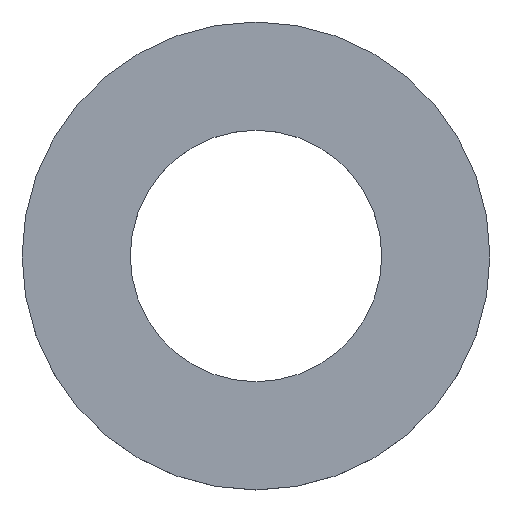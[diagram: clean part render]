
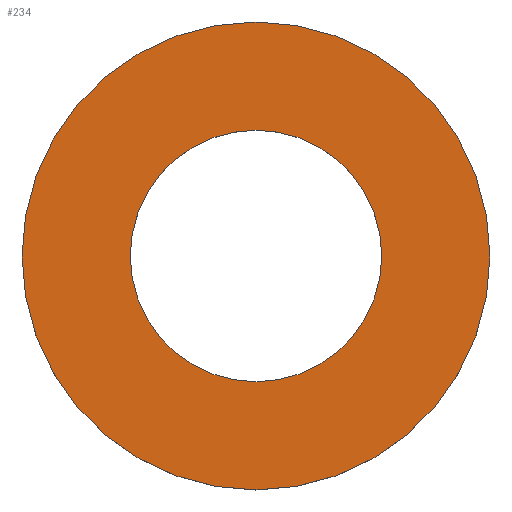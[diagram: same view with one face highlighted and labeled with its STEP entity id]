
A CAD part, top view. The second image highlights one B-rep face of the part: STEP entity #234.
In plain terms, the highlighted planar face has unit normal (0, 0, 1).
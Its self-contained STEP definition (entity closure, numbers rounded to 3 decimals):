
#3 = CARTESIAN_POINT ( 'NONE',  ( 0., 0., 0.6 ) ) ;
#12 = DIRECTION ( 'NONE',  ( 1., 0., 0. ) ) ;
#14 = DIRECTION ( 'NONE',  ( 0., 0., 1. ) ) ;
#17 = AXIS2_PLACEMENT_3D ( 'NONE', #34, #131, #225 ) ;
#21 = CIRCLE ( 'NONE', #190, 4. ) ;
#26 = VERTEX_POINT ( 'NONE', #111 ) ;
#27 = EDGE_CURVE ( 'NONE', #88, #121, #147, .T. ) ;
#34 = CARTESIAN_POINT ( 'NONE',  ( 0., 0., 0.6 ) ) ;
#35 = ORIENTED_EDGE ( 'NONE', *, *, #27, .T. ) ;
#45 = EDGE_LOOP ( 'NONE', ( #209, #242 ) ) ;
#47 = EDGE_CURVE ( 'NONE', #156, #26, #151, .T. ) ;
#52 = EDGE_CURVE ( 'NONE', #26, #156, #172, .T. ) ;
#62 = DIRECTION ( 'NONE',  ( 0., 0., 1. ) ) ;
#77 = DIRECTION ( 'NONE',  ( 0., 0., 1. ) ) ;
#78 = CARTESIAN_POINT ( 'NONE',  ( 0., 0., 0.6 ) ) ;
#87 = FACE_OUTER_BOUND ( 'NONE', #218, .T. ) ;
#88 = VERTEX_POINT ( 'NONE', #99 ) ;
#90 = AXIS2_PLACEMENT_3D ( 'NONE', #166, #130, #187 ) ;
#99 = CARTESIAN_POINT ( 'NONE',  ( 4., 0., 0.6 ) ) ;
#102 = EDGE_CURVE ( 'NONE', #121, #88, #21, .T. ) ;
#111 = CARTESIAN_POINT ( 'NONE',  ( 2.15, 0., 0.6 ) ) ;
#112 = PLANE ( 'NONE',  #211 ) ;
#121 = VERTEX_POINT ( 'NONE', #135 ) ;
#124 = CARTESIAN_POINT ( 'NONE',  ( -2.15, 0., 0.6 ) ) ;
#130 = DIRECTION ( 'NONE',  ( 0., 0., 1. ) ) ;
#131 = DIRECTION ( 'NONE',  ( 0., 0., 1. ) ) ;
#135 = CARTESIAN_POINT ( 'NONE',  ( -4., 0., 0.6 ) ) ;
#147 = CIRCLE ( 'NONE', #90, 4. ) ;
#151 = CIRCLE ( 'NONE', #17, 2.15 ) ;
#154 = FACE_BOUND ( 'NONE', #45, .T. ) ;
#156 = VERTEX_POINT ( 'NONE', #124 ) ;
#166 = CARTESIAN_POINT ( 'NONE',  ( 0., 0., 0.6 ) ) ;
#172 = CIRCLE ( 'NONE', #173, 2.15 ) ;
#173 = AXIS2_PLACEMENT_3D ( 'NONE', #78, #14, #204 ) ;
#187 = DIRECTION ( 'NONE',  ( 1., 0., 0. ) ) ;
#190 = AXIS2_PLACEMENT_3D ( 'NONE', #3, #62, #212 ) ;
#204 = DIRECTION ( 'NONE',  ( 1., 0., 0. ) ) ;
#209 = ORIENTED_EDGE ( 'NONE', *, *, #47, .F. ) ;
#211 = AXIS2_PLACEMENT_3D ( 'NONE', #243, #77, #12 ) ;
#212 = DIRECTION ( 'NONE',  ( 1., 0., 0. ) ) ;
#218 = EDGE_LOOP ( 'NONE', ( #237, #35 ) ) ;
#225 = DIRECTION ( 'NONE',  ( 1., 0., 0. ) ) ;
#234 = ADVANCED_FACE ( 'NONE', ( #87, #154 ), #112, .T. ) ;
#237 = ORIENTED_EDGE ( 'NONE', *, *, #102, .T. ) ;
#242 = ORIENTED_EDGE ( 'NONE', *, *, #52, .F. ) ;
#243 = CARTESIAN_POINT ( 'NONE',  ( 0., 0., 0.6 ) ) ;
